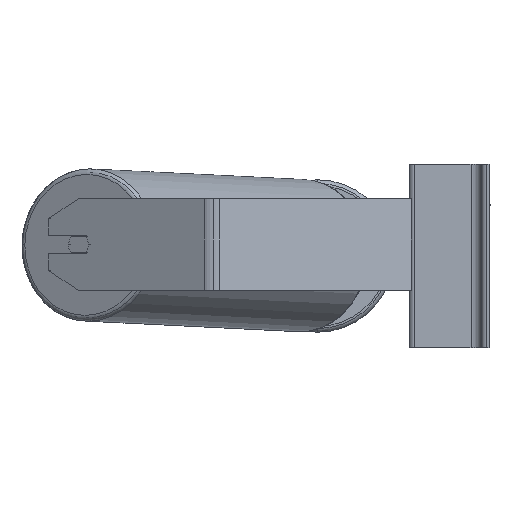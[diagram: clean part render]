
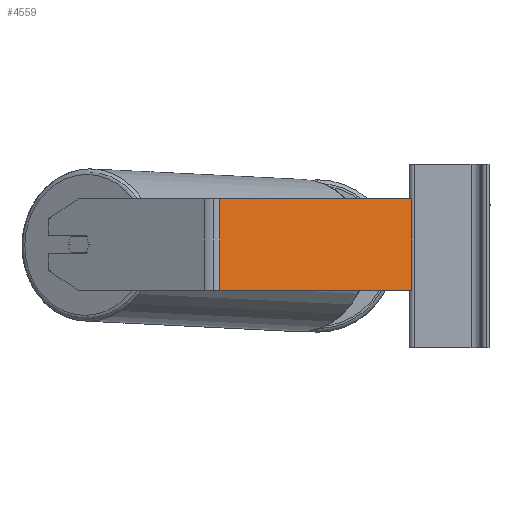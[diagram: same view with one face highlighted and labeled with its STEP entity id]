
A CAD part, left-side view. The second image highlights one B-rep face of the part: STEP entity #4559.
In plain terms, the highlighted planar face has unit normal (-0.94, -0.342, 0).
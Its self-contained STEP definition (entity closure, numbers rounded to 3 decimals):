
#68 = FACE_OUTER_BOUND ( 'NONE', #6716, .T. ) ;
#760 = VECTOR ( 'NONE', #5786, 1000. ) ;
#1230 = DIRECTION ( 'NONE',  ( 0., 0., -1. ) ) ;
#1853 = CARTESIAN_POINT ( 'NONE',  ( -650.956, 190.243, 50. ) ) ;
#1896 = CARTESIAN_POINT ( 'NONE',  ( -650.956, 190.243, 50. ) ) ;
#2394 = VECTOR ( 'NONE', #9966, 1000. ) ;
#2548 = VERTEX_POINT ( 'NONE', #7056 ) ;
#2551 = ORIENTED_EDGE ( 'NONE', *, *, #3823, .T. ) ;
#2596 = CARTESIAN_POINT ( 'NONE',  ( -648.404, 183.232, 50. ) ) ;
#3091 = ORIENTED_EDGE ( 'NONE', *, *, #3379, .T. ) ;
#3371 = LINE ( 'NONE', #6672, #10384 ) ;
#3374 = PLANE ( 'NONE',  #8508 ) ;
#3379 = EDGE_CURVE ( 'NONE', #4035, #7407, #8956, .T. ) ;
#3429 = DIRECTION ( 'NONE',  ( 0.94, 0.342, 0. ) ) ;
#3607 = EDGE_CURVE ( 'NONE', #5557, #7407, #3371, .T. ) ;
#3823 = EDGE_CURVE ( 'NONE', #2548, #4035, #5836, .T. ) ;
#3913 = DIRECTION ( 'NONE',  ( 0.342, -0.94, 0. ) ) ;
#4035 = VERTEX_POINT ( 'NONE', #10371 ) ;
#4338 = LINE ( 'NONE', #1896, #2394 ) ;
#4436 = CARTESIAN_POINT ( 'NONE',  ( -587.518, 15.948, -30. ) ) ;
#4559 = ADVANCED_FACE ( 'NONE', ( #68 ), #3374, .F. ) ;
#5557 = VERTEX_POINT ( 'NONE', #9437 ) ;
#5786 = DIRECTION ( 'NONE',  ( 0., 0., -1. ) ) ;
#5836 = LINE ( 'NONE', #2596, #760 ) ;
#6229 = ORIENTED_EDGE ( 'NONE', *, *, #3607, .F. ) ;
#6672 = CARTESIAN_POINT ( 'NONE',  ( -587.518, 15.948, 50. ) ) ;
#6716 = EDGE_LOOP ( 'NONE', ( #3091, #6229, #9608, #2551 ) ) ;
#6958 = VECTOR ( 'NONE', #3913, 1000. ) ;
#7056 = CARTESIAN_POINT ( 'NONE',  ( -648.404, 183.232, 50. ) ) ;
#7287 = EDGE_CURVE ( 'NONE', #2548, #5557, #4338, .T. ) ;
#7407 = VERTEX_POINT ( 'NONE', #4436 ) ;
#7523 = DIRECTION ( 'NONE',  ( -0.342, 0.94, 0. ) ) ;
#8049 = CARTESIAN_POINT ( 'NONE',  ( -650.956, 190.243, -30. ) ) ;
#8508 = AXIS2_PLACEMENT_3D ( 'NONE', #1853, #3429, #7523 ) ;
#8956 = LINE ( 'NONE', #8049, #6958 ) ;
#9437 = CARTESIAN_POINT ( 'NONE',  ( -587.518, 15.948, 50. ) ) ;
#9608 = ORIENTED_EDGE ( 'NONE', *, *, #7287, .F. ) ;
#9966 = DIRECTION ( 'NONE',  ( 0.342, -0.94, 0. ) ) ;
#10371 = CARTESIAN_POINT ( 'NONE',  ( -648.404, 183.232, -30. ) ) ;
#10384 = VECTOR ( 'NONE', #1230, 1000. ) ;
